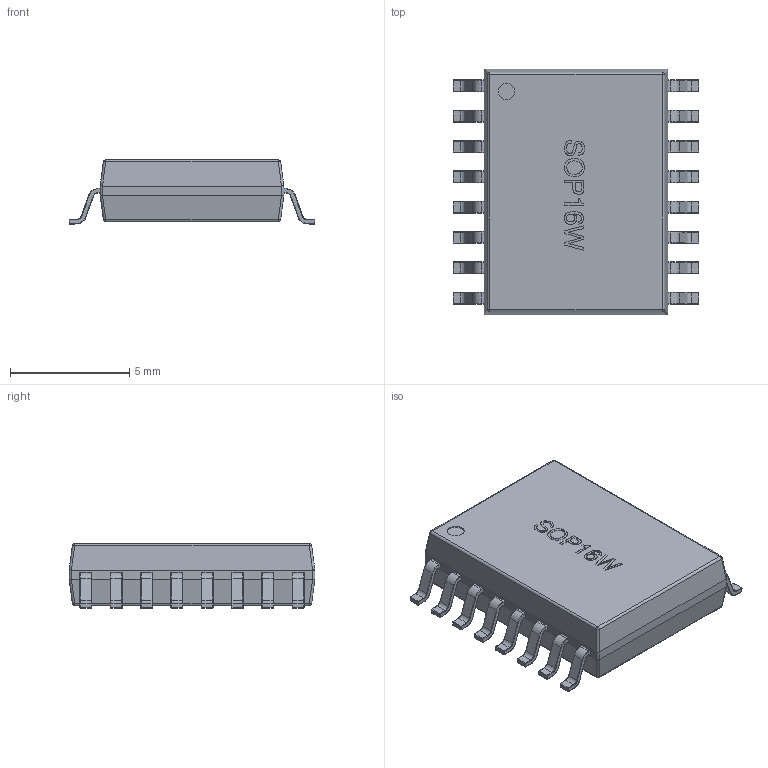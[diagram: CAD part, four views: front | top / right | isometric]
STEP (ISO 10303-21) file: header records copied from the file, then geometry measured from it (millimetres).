
FILE_DESCRIPTION (( 'STEP AP214' ), '1' );
FILE_NAME ('SOP16W-.STEP', '2017-09-05T06:33:01', ( 'Roy' ), ( 'Microsoft' ), 'SwSTEP 2.0', 'SolidWorks 2014', '' );
FILE_SCHEMA (( 'AUTOMOTIVE_DESIGN' ));
Length unit declared in the file: millimetre
Products named in the file (5): SOP16W-; SOP16W_呿极; 綠僅2.6_腔竘褐_6; SOP16W; Designator206
Assembly tree (19 placements, depth 4):
  SOP16W-
    Designator206
      SOP16W
        SOP16W_呿极
        綠僅2.6_腔竘褐_6  x16
Bounding box: 10.31 x 10.3 x 2.7 mm (x, y, z)
Volume: 203.5 mm3; surface area: 287.6 mm2
Topology: 17 solids, 17 shells, 866 faces, 2074 edges, 1076 vertices
Faces by surface type: cylinder 358, bspline 288, plane 220
Entity records: 9788 total; most frequent: CARTESIAN_POINT 3875, ORIENTED_EDGE 856, DIRECTION 663, EDGE_CURVE 428, VERTEX_POINT 266, LINE 243, VECTOR 243, AXIS2_PLACEMENT_3D 210
